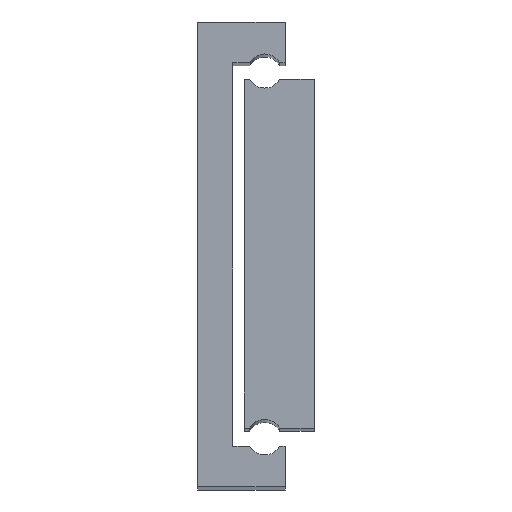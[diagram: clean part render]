
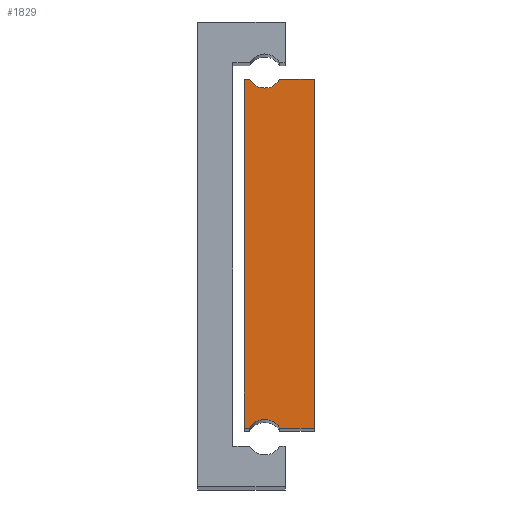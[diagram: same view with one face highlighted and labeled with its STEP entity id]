
A CAD part, top view. The second image highlights one B-rep face of the part: STEP entity #1829.
In plain terms, the highlighted planar face has unit normal (0, 0, 1).
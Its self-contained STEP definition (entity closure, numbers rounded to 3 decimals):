
#13 = EDGE_CURVE ( 'NONE', #133, #1803, #1129, .T. ) ;
#22 = VECTOR ( 'NONE', #928, 1000. ) ;
#29 = LINE ( 'NONE', #447, #68 ) ;
#35 = CARTESIAN_POINT ( 'NONE',  ( -3.169, 78.924, 150. ) ) ;
#59 = DIRECTION ( 'NONE',  ( 1., 0., 0. ) ) ;
#68 = VECTOR ( 'NONE', #626, 1000. ) ;
#133 = VERTEX_POINT ( 'NONE', #866 ) ;
#135 = CARTESIAN_POINT ( 'NONE',  ( 7.929, 78.924, 150. ) ) ;
#153 = AXIS2_PLACEMENT_3D ( 'NONE', #1805, #2259, #713 ) ;
#193 = ORIENTED_EDGE ( 'NONE', *, *, #439, .T. ) ;
#206 = EDGE_CURVE ( 'NONE', #923, #133, #2640, .T. ) ;
#228 = CARTESIAN_POINT ( 'NONE',  ( -4.071, 78.924, 150. ) ) ;
#269 = VERTEX_POINT ( 'NONE', #305 ) ;
#293 = CARTESIAN_POINT ( 'NONE',  ( 7.929, 18.924, 150. ) ) ;
#305 = CARTESIAN_POINT ( 'NONE',  ( 7.929, 18.924, 150. ) ) ;
#347 = VERTEX_POINT ( 'NONE', #35 ) ;
#364 = VECTOR ( 'NONE', #59, 1000. ) ;
#432 = DIRECTION ( 'NONE',  ( 0., -1., 0. ) ) ;
#439 = EDGE_CURVE ( 'NONE', #347, #923, #29, .T. ) ;
#443 = PLANE ( 'NONE',  #1913 ) ;
#447 = CARTESIAN_POINT ( 'NONE',  ( -3.169, 78.924, 150. ) ) ;
#463 = CARTESIAN_POINT ( 'NONE',  ( 2.027, 18.924, 150. ) ) ;
#530 = EDGE_CURVE ( 'NONE', #1396, #269, #2280, .T. ) ;
#576 = ORIENTED_EDGE ( 'NONE', *, *, #13, .T. ) ;
#626 = DIRECTION ( 'NONE',  ( -1., 0., 0. ) ) ;
#633 = AXIS2_PLACEMENT_3D ( 'NONE', #683, #2465, #921 ) ;
#683 = CARTESIAN_POINT ( 'NONE',  ( -0.571, 17.424, 150. ) ) ;
#713 = DIRECTION ( 'NONE',  ( 1., 0., 0. ) ) ;
#784 = CIRCLE ( 'NONE', #633, 3. ) ;
#866 = CARTESIAN_POINT ( 'NONE',  ( -4.071, 18.924, 150. ) ) ;
#904 = ORIENTED_EDGE ( 'NONE', *, *, #206, .T. ) ;
#921 = DIRECTION ( 'NONE',  ( -1., 0., 0. ) ) ;
#923 = VERTEX_POINT ( 'NONE', #1052 ) ;
#928 = DIRECTION ( 'NONE',  ( 1., 0., 0. ) ) ;
#931 = EDGE_CURVE ( 'NONE', #1803, #1396, #784, .T. ) ;
#949 = CARTESIAN_POINT ( 'NONE',  ( 2.027, 18.924, 150. ) ) ;
#1052 = CARTESIAN_POINT ( 'NONE',  ( -4.071, 78.924, 150. ) ) ;
#1129 = LINE ( 'NONE', #2017, #364 ) ;
#1166 = DIRECTION ( 'NONE',  ( 0., 1., 0. ) ) ;
#1355 = CARTESIAN_POINT ( 'NONE',  ( 7.929, 78.924, 150. ) ) ;
#1379 = ORIENTED_EDGE ( 'NONE', *, *, #2439, .T. ) ;
#1385 = LINE ( 'NONE', #293, #2179 ) ;
#1396 = VERTEX_POINT ( 'NONE', #949 ) ;
#1433 = ORIENTED_EDGE ( 'NONE', *, *, #2786, .T. ) ;
#1497 = VERTEX_POINT ( 'NONE', #1557 ) ;
#1557 = CARTESIAN_POINT ( 'NONE',  ( 2.027, 78.924, 150. ) ) ;
#1677 = VECTOR ( 'NONE', #1893, 1000. ) ;
#1803 = VERTEX_POINT ( 'NONE', #2159 ) ;
#1805 = CARTESIAN_POINT ( 'NONE',  ( -0.571, 80.424, 150. ) ) ;
#1829 = ADVANCED_FACE ( 'NONE', ( #2387 ), #443, .F. ) ;
#1893 = DIRECTION ( 'NONE',  ( -1., 0., 0. ) ) ;
#1913 = AXIS2_PLACEMENT_3D ( 'NONE', #2430, #2202, #2830 ) ;
#1949 = CIRCLE ( 'NONE', #153, 3. ) ;
#1959 = VERTEX_POINT ( 'NONE', #1355 ) ;
#2017 = CARTESIAN_POINT ( 'NONE',  ( -4.071, 18.924, 150. ) ) ;
#2057 = ORIENTED_EDGE ( 'NONE', *, *, #2433, .T. ) ;
#2125 = LINE ( 'NONE', #135, #1677 ) ;
#2159 = CARTESIAN_POINT ( 'NONE',  ( -3.169, 18.924, 150. ) ) ;
#2179 = VECTOR ( 'NONE', #1166, 1000. ) ;
#2202 = DIRECTION ( 'NONE',  ( 0., 0., -1. ) ) ;
#2259 = DIRECTION ( 'NONE',  ( 0., 0., -1. ) ) ;
#2280 = LINE ( 'NONE', #463, #22 ) ;
#2351 = EDGE_LOOP ( 'NONE', ( #904, #576, #2442, #2422, #1379, #1433, #2057, #193 ) ) ;
#2387 = FACE_OUTER_BOUND ( 'NONE', #2351, .T. ) ;
#2422 = ORIENTED_EDGE ( 'NONE', *, *, #530, .T. ) ;
#2430 = CARTESIAN_POINT ( 'NONE',  ( -0.571, 17.424, 150. ) ) ;
#2433 = EDGE_CURVE ( 'NONE', #1497, #347, #1949, .T. ) ;
#2439 = EDGE_CURVE ( 'NONE', #269, #1959, #1385, .T. ) ;
#2442 = ORIENTED_EDGE ( 'NONE', *, *, #931, .T. ) ;
#2465 = DIRECTION ( 'NONE',  ( 0., 0., -1. ) ) ;
#2640 = LINE ( 'NONE', #228, #2763 ) ;
#2763 = VECTOR ( 'NONE', #432, 1000. ) ;
#2786 = EDGE_CURVE ( 'NONE', #1959, #1497, #2125, .T. ) ;
#2830 = DIRECTION ( 'NONE',  ( -1., 0., 0. ) ) ;
